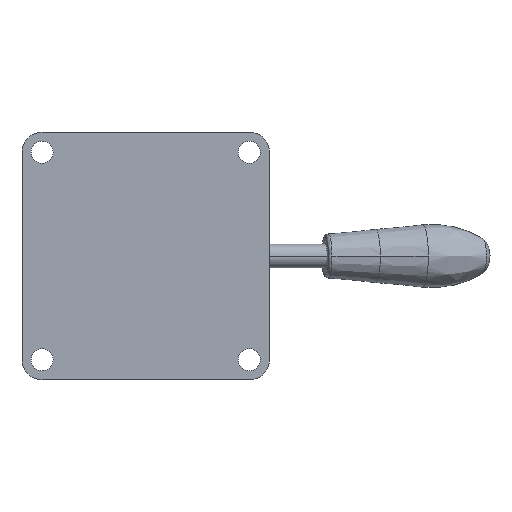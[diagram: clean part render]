
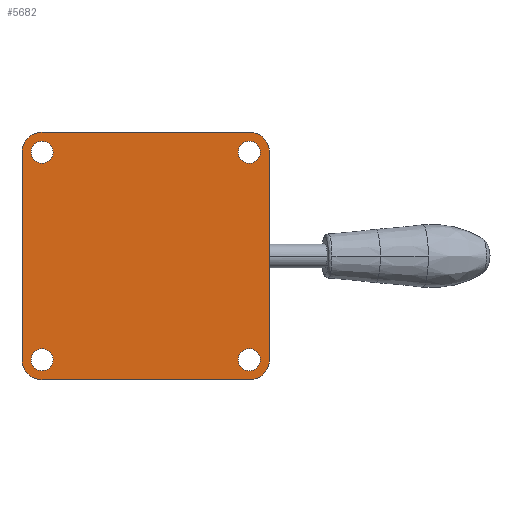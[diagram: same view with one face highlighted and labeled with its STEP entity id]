
A CAD part, front view. The second image highlights one B-rep face of the part: STEP entity #5682.
In plain terms, the highlighted planar face has unit normal (0, -1, 0).
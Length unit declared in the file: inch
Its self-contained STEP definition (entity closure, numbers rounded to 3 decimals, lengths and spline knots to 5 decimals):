
#39 = CARTESIAN_POINT ( 'NONE',  ( -1.45669, 0., 1.22047 ) ) ;
#60 = EDGE_CURVE ( 'NONE', #4569, #5137, #5336, .T. ) ;
#94 = EDGE_LOOP ( 'NONE', ( #3560, #3124, #6045, #5586, #191, #3406, #1964, #1394 ) ) ;
#125 = CIRCLE ( 'NONE', #222, 0.12992 ) ;
#127 = ORIENTED_EDGE ( 'NONE', *, *, #4204, .F. ) ;
#174 = DIRECTION ( 'NONE',  ( 0., 1., 0. ) ) ;
#191 = ORIENTED_EDGE ( 'NONE', *, *, #1323, .F. ) ;
#222 = AXIS2_PLACEMENT_3D ( 'NONE', #6313, #3229, #6822 ) ;
#276 = ORIENTED_EDGE ( 'NONE', *, *, #1448, .F. ) ;
#352 = AXIS2_PLACEMENT_3D ( 'NONE', #5104, #1911, #5624 ) ;
#543 = EDGE_CURVE ( 'NONE', #1603, #2228, #5483, .T. ) ;
#574 = VERTEX_POINT ( 'NONE', #6321 ) ;
#585 = CARTESIAN_POINT ( 'NONE',  ( 0., 0., 0. ) ) ;
#631 = ORIENTED_EDGE ( 'NONE', *, *, #3896, .F. ) ;
#657 = EDGE_CURVE ( 'NONE', #3985, #1484, #1032, .T. ) ;
#678 = AXIS2_PLACEMENT_3D ( 'NONE', #3060, #3038, #2708 ) ;
#722 = DIRECTION ( 'NONE',  ( 0., -1., 0. ) ) ;
#762 = EDGE_CURVE ( 'NONE', #5174, #2733, #2168, .T. ) ;
#787 = EDGE_CURVE ( 'NONE', #2228, #574, #4519, .T. ) ;
#923 = FACE_BOUND ( 'NONE', #4933, .T. ) ;
#931 = CARTESIAN_POINT ( 'NONE',  ( -1.22047, 0., -1.45669 ) ) ;
#988 = VERTEX_POINT ( 'NONE', #931 ) ;
#1032 = CIRCLE ( 'NONE', #678, 0.12992 ) ;
#1183 = CARTESIAN_POINT ( 'NONE',  ( 1.22047, 0., 1.22047 ) ) ;
#1232 = CARTESIAN_POINT ( 'NONE',  ( 1.22047, 0., -1.22047 ) ) ;
#1273 = CARTESIAN_POINT ( 'NONE',  ( 1.22047, 0., 1.22047 ) ) ;
#1323 = EDGE_CURVE ( 'NONE', #6708, #1603, #2762, .T. ) ;
#1339 = CARTESIAN_POINT ( 'NONE',  ( 1.45669, 0., 0. ) ) ;
#1354 = VECTOR ( 'NONE', #5942, 39.37008 ) ;
#1394 = ORIENTED_EDGE ( 'NONE', *, *, #1538, .F. ) ;
#1448 = EDGE_CURVE ( 'NONE', #1484, #3985, #4907, .T. ) ;
#1484 = VERTEX_POINT ( 'NONE', #6418 ) ;
#1538 = EDGE_CURVE ( 'NONE', #2400, #4569, #4271, .T. ) ;
#1603 = VERTEX_POINT ( 'NONE', #4525 ) ;
#1605 = DIRECTION ( 'NONE',  ( 0., -1., 0. ) ) ;
#1639 = CARTESIAN_POINT ( 'NONE',  ( -1.22047, 0., 1.22047 ) ) ;
#1705 = CARTESIAN_POINT ( 'NONE',  ( -1.22047, 0., -1.09055 ) ) ;
#1736 = EDGE_CURVE ( 'NONE', #5137, #6708, #6002, .T. ) ;
#1743 = DIRECTION ( 'NONE',  ( 0., 0., -1. ) ) ;
#1787 = AXIS2_PLACEMENT_3D ( 'NONE', #1232, #5001, #1795 ) ;
#1795 = DIRECTION ( 'NONE',  ( 0., 0., -1. ) ) ;
#1832 = DIRECTION ( 'NONE',  ( 0., 0., -1. ) ) ;
#1857 = VERTEX_POINT ( 'NONE', #4656 ) ;
#1911 = DIRECTION ( 'NONE',  ( 0., -1., 0. ) ) ;
#1942 = CARTESIAN_POINT ( 'NONE',  ( 1.22047, 0., -1.09055 ) ) ;
#1947 = CARTESIAN_POINT ( 'NONE',  ( 1.22047, 0., 1.45669 ) ) ;
#1964 = ORIENTED_EDGE ( 'NONE', *, *, #60, .F. ) ;
#2081 = AXIS2_PLACEMENT_3D ( 'NONE', #4831, #1605, #5356 ) ;
#2141 = VECTOR ( 'NONE', #2662, 39.37008 ) ;
#2168 = CIRCLE ( 'NONE', #1787, 0.12992 ) ;
#2209 = DIRECTION ( 'NONE',  ( 0., 0., -1. ) ) ;
#2228 = VERTEX_POINT ( 'NONE', #2958 ) ;
#2242 = CIRCLE ( 'NONE', #4181, 0.12992 ) ;
#2264 = DIRECTION ( 'NONE',  ( 0., 0., 1. ) ) ;
#2367 = VERTEX_POINT ( 'NONE', #4619 ) ;
#2400 = VERTEX_POINT ( 'NONE', #6658 ) ;
#2418 = FACE_BOUND ( 'NONE', #5500, .T. ) ;
#2422 = CARTESIAN_POINT ( 'NONE',  ( 1.22047, 0., 1.09055 ) ) ;
#2467 = CARTESIAN_POINT ( 'NONE',  ( 0., 0., 1.45669 ) ) ;
#2650 = CIRCLE ( 'NONE', #6802, 0.23622 ) ;
#2662 = DIRECTION ( 'NONE',  ( -1., 0., 0. ) ) ;
#2708 = DIRECTION ( 'NONE',  ( 0., 0., -1. ) ) ;
#2731 = CIRCLE ( 'NONE', #2081, 0.12992 ) ;
#2733 = VERTEX_POINT ( 'NONE', #1942 ) ;
#2762 = CIRCLE ( 'NONE', #5106, 0.23622 ) ;
#2817 = CIRCLE ( 'NONE', #352, 0.12992 ) ;
#2958 = CARTESIAN_POINT ( 'NONE',  ( 1.45669, 0., -1.22047 ) ) ;
#2976 = ORIENTED_EDGE ( 'NONE', *, *, #4164, .F. ) ;
#3016 = DIRECTION ( 'NONE',  ( 1., 0., 0. ) ) ;
#3038 = DIRECTION ( 'NONE',  ( 0., -1., 0. ) ) ;
#3045 = CARTESIAN_POINT ( 'NONE',  ( -1.22047, 0., -1.22047 ) ) ;
#3060 = CARTESIAN_POINT ( 'NONE',  ( -1.22047, 0., 1.22047 ) ) ;
#3087 = VECTOR ( 'NONE', #3016, 39.37008 ) ;
#3124 = ORIENTED_EDGE ( 'NONE', *, *, #5896, .F. ) ;
#3224 = AXIS2_PLACEMENT_3D ( 'NONE', #1639, #5385, #2209 ) ;
#3229 = DIRECTION ( 'NONE',  ( 0., -1., 0. ) ) ;
#3274 = AXIS2_PLACEMENT_3D ( 'NONE', #3486, #174, #4019 ) ;
#3371 = CARTESIAN_POINT ( 'NONE',  ( -1.22047, 0., 1.45669 ) ) ;
#3406 = ORIENTED_EDGE ( 'NONE', *, *, #1736, .F. ) ;
#3443 = EDGE_CURVE ( 'NONE', #988, #2400, #2650, .T. ) ;
#3471 = DIRECTION ( 'NONE',  ( 0., 0., -1. ) ) ;
#3472 = AXIS2_PLACEMENT_3D ( 'NONE', #585, #5429, #2264 ) ;
#3486 = CARTESIAN_POINT ( 'NONE',  ( 1.22047, 0., -1.22047 ) ) ;
#3503 = DIRECTION ( 'NONE',  ( 0., 1., 0. ) ) ;
#3529 = CARTESIAN_POINT ( 'NONE',  ( -1.22047, 0., 1.22047 ) ) ;
#3560 = ORIENTED_EDGE ( 'NONE', *, *, #3443, .F. ) ;
#3605 = DIRECTION ( 'NONE',  ( 0., 0., -1. ) ) ;
#3614 = LINE ( 'NONE', #4287, #2141 ) ;
#3670 = ORIENTED_EDGE ( 'NONE', *, *, #657, .F. ) ;
#3681 = AXIS2_PLACEMENT_3D ( 'NONE', #3529, #3503, #3471 ) ;
#3881 = VERTEX_POINT ( 'NONE', #2422 ) ;
#3896 = EDGE_CURVE ( 'NONE', #1857, #4309, #2817, .T. ) ;
#3922 = CARTESIAN_POINT ( 'NONE',  ( -1.45669, 0., 0. ) ) ;
#3985 = VERTEX_POINT ( 'NONE', #5128 ) ;
#4014 = CARTESIAN_POINT ( 'NONE',  ( 1.22047, 0., 1.22047 ) ) ;
#4019 = DIRECTION ( 'NONE',  ( 0., 0., -1. ) ) ;
#4128 = VECTOR ( 'NONE', #6673, 39.37008 ) ;
#4164 = EDGE_CURVE ( 'NONE', #2733, #5174, #125, .T. ) ;
#4181 = AXIS2_PLACEMENT_3D ( 'NONE', #1183, #4948, #1743 ) ;
#4204 = EDGE_CURVE ( 'NONE', #4309, #1857, #2731, .T. ) ;
#4271 = LINE ( 'NONE', #3922, #1354 ) ;
#4287 = CARTESIAN_POINT ( 'NONE',  ( 0., 0., -1.45669 ) ) ;
#4309 = VERTEX_POINT ( 'NONE', #1705 ) ;
#4451 = EDGE_LOOP ( 'NONE', ( #6389, #2976 ) ) ;
#4519 = CIRCLE ( 'NONE', #3274, 0.23622 ) ;
#4523 = DIRECTION ( 'NONE',  ( 0., 0., -1. ) ) ;
#4525 = CARTESIAN_POINT ( 'NONE',  ( 1.45669, 0., 1.22047 ) ) ;
#4569 = VERTEX_POINT ( 'NONE', #39 ) ;
#4602 = ORIENTED_EDGE ( 'NONE', *, *, #4667, .F. ) ;
#4619 = CARTESIAN_POINT ( 'NONE',  ( 1.22047, 0., 1.35039 ) ) ;
#4656 = CARTESIAN_POINT ( 'NONE',  ( -1.22047, 0., -1.35039 ) ) ;
#4667 = EDGE_CURVE ( 'NONE', #3881, #2367, #6913, .T. ) ;
#4764 = ORIENTED_EDGE ( 'NONE', *, *, #5702, .F. ) ;
#4831 = CARTESIAN_POINT ( 'NONE',  ( -1.22047, 0., -1.22047 ) ) ;
#4907 = CIRCLE ( 'NONE', #3224, 0.12992 ) ;
#4913 = PLANE ( 'NONE',  #3472 ) ;
#4933 = EDGE_LOOP ( 'NONE', ( #631, #127 ) ) ;
#4948 = DIRECTION ( 'NONE',  ( 0., -1., 0. ) ) ;
#5001 = DIRECTION ( 'NONE',  ( 0., -1., 0. ) ) ;
#5042 = DIRECTION ( 'NONE',  ( 0., 1., 0. ) ) ;
#5071 = FACE_OUTER_BOUND ( 'NONE', #94, .T. ) ;
#5104 = CARTESIAN_POINT ( 'NONE',  ( -1.22047, 0., -1.22047 ) ) ;
#5106 = AXIS2_PLACEMENT_3D ( 'NONE', #1273, #5042, #1832 ) ;
#5128 = CARTESIAN_POINT ( 'NONE',  ( -1.22047, 0., 1.35039 ) ) ;
#5137 = VERTEX_POINT ( 'NONE', #3371 ) ;
#5174 = VERTEX_POINT ( 'NONE', #6491 ) ;
#5336 = CIRCLE ( 'NONE', #3681, 0.23622 ) ;
#5356 = DIRECTION ( 'NONE',  ( 0., 0., -1. ) ) ;
#5385 = DIRECTION ( 'NONE',  ( 0., -1., 0. ) ) ;
#5391 = FACE_BOUND ( 'NONE', #6522, .T. ) ;
#5429 = DIRECTION ( 'NONE',  ( 0., 1., 0. ) ) ;
#5483 = LINE ( 'NONE', #1339, #4128 ) ;
#5500 = EDGE_LOOP ( 'NONE', ( #276, #3670 ) ) ;
#5586 = ORIENTED_EDGE ( 'NONE', *, *, #543, .F. ) ;
#5624 = DIRECTION ( 'NONE',  ( 0., 0., -1. ) ) ;
#5682 = ADVANCED_FACE ( 'NONE', ( #923, #2418, #6576, #5391, #5071 ), #4913, .F. ) ;
#5702 = EDGE_CURVE ( 'NONE', #2367, #3881, #2242, .T. ) ;
#5896 = EDGE_CURVE ( 'NONE', #574, #988, #3614, .T. ) ;
#5942 = DIRECTION ( 'NONE',  ( 0., 0., 1. ) ) ;
#6002 = LINE ( 'NONE', #2467, #3087 ) ;
#6045 = ORIENTED_EDGE ( 'NONE', *, *, #787, .F. ) ;
#6313 = CARTESIAN_POINT ( 'NONE',  ( 1.22047, 0., -1.22047 ) ) ;
#6321 = CARTESIAN_POINT ( 'NONE',  ( 1.22047, 0., -1.45669 ) ) ;
#6389 = ORIENTED_EDGE ( 'NONE', *, *, #762, .F. ) ;
#6418 = CARTESIAN_POINT ( 'NONE',  ( -1.22047, 0., 1.09055 ) ) ;
#6491 = CARTESIAN_POINT ( 'NONE',  ( 1.22047, 0., -1.35039 ) ) ;
#6509 = AXIS2_PLACEMENT_3D ( 'NONE', #4014, #722, #4523 ) ;
#6522 = EDGE_LOOP ( 'NONE', ( #4602, #4764 ) ) ;
#6576 = FACE_BOUND ( 'NONE', #4451, .T. ) ;
#6656 = DIRECTION ( 'NONE',  ( 0., 1., 0. ) ) ;
#6658 = CARTESIAN_POINT ( 'NONE',  ( -1.45669, 0., -1.22047 ) ) ;
#6673 = DIRECTION ( 'NONE',  ( 0., 0., -1. ) ) ;
#6708 = VERTEX_POINT ( 'NONE', #1947 ) ;
#6802 = AXIS2_PLACEMENT_3D ( 'NONE', #3045, #6656, #3605 ) ;
#6822 = DIRECTION ( 'NONE',  ( 0., 0., -1. ) ) ;
#6913 = CIRCLE ( 'NONE', #6509, 0.12992 ) ;
